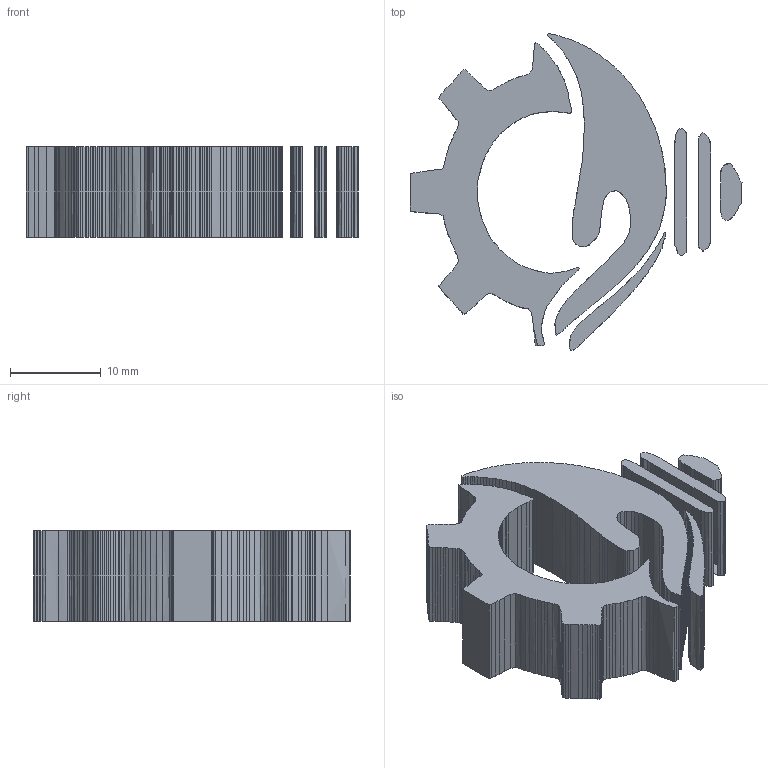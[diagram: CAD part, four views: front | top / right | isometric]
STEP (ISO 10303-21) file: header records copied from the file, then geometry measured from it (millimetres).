
FILE_DESCRIPTION(('CATIA V5 STEP Exchange'),'2;1');
FILE_NAME('Logo_fablab.stp','2017-02-11T05:40:33+00:00',('none'),('none'),'CATIA Version 5 Release 17 (IN-10)','CATIA V5 STEP AP203','none');
FILE_SCHEMA(('CONFIG_CONTROL_DESIGN'));
Length unit declared in the file: millimetre
Products named in the file (1): Part2
Bounding box: 36.66 x 34.95 x 10 mm (x, y, z)
Volume: 4461.7 mm3
Topology: 5 solids, 7 shells, 613 faces, 1803 edges, 1202 vertices
Faces by surface type: extrusion 574, plane 39
Entity records: 22821 total; most frequent: CARTESIAN_POINT 8787, ORIENTED_EDGE 3604, EDGE_CURVE 1804, B_SPLINE_CURVE_WITH_KNOTS 1726, DIRECTION 1286, VECTOR 1228, VERTEX_POINT 1202, LINE 653
